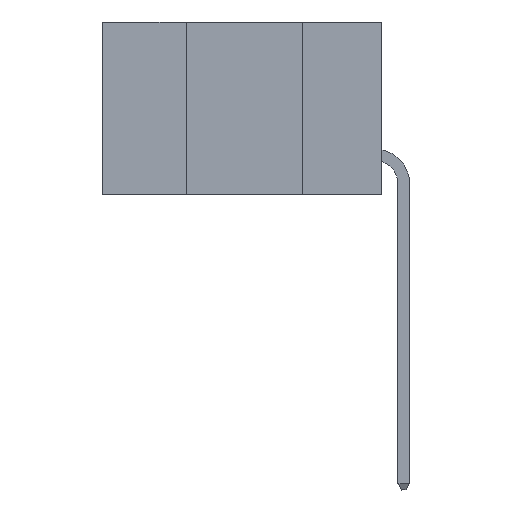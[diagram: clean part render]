
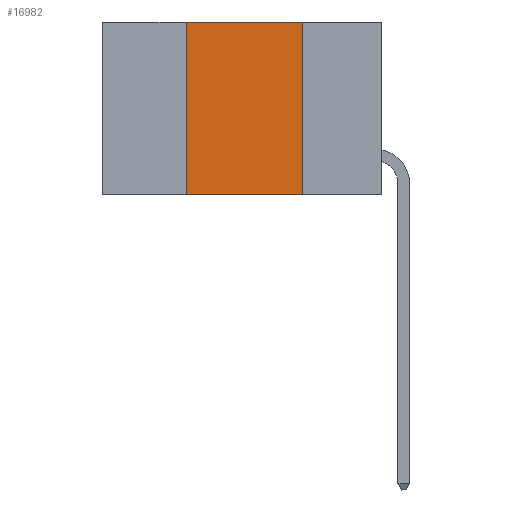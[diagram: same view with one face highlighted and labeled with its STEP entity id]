
A CAD part, left-side view. The second image highlights one B-rep face of the part: STEP entity #16982.
In plain terms, the highlighted planar face has unit normal (-1, 0, 0).
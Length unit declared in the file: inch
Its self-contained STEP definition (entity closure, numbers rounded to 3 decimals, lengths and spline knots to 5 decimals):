
#3701 = CARTESIAN_POINT ( 'NONE',  ( 0., 0.6, 0. ) ) ;
#4420 = DIRECTION ( 'NONE',  ( 0., 0., -1. ) ) ;
#4550 = CARTESIAN_POINT ( 'NONE',  ( 0., 0.6, 0. ) ) ;
#6918 = VECTOR ( 'NONE', #22418, 39.37008 ) ;
#7753 = VECTOR ( 'NONE', #22781, 39.37008 ) ;
#8242 = EDGE_CURVE ( 'NONE', #30511, #34796, #41935, .T. ) ;
#15009 = CARTESIAN_POINT ( 'NONE',  ( 0., 0.42, 0. ) ) ;
#15075 = VERTEX_POINT ( 'NONE', #35149 ) ;
#15213 = ORIENTED_EDGE ( 'NONE', *, *, #8242, .F. ) ;
#15247 = ORIENTED_EDGE ( 'NONE', *, *, #40455, .T. ) ;
#16771 = FACE_OUTER_BOUND ( 'NONE', #27055, .T. ) ;
#16978 = EDGE_CURVE ( 'NONE', #37204, #30511, #47348, .T. ) ;
#16982 = ADVANCED_FACE ( 'NONE', ( #16771 ), #18133, .F. ) ;
#18133 = PLANE ( 'NONE',  #33189 ) ;
#18297 = CARTESIAN_POINT ( 'NONE',  ( 0., 0.17, 0. ) ) ;
#18502 = CARTESIAN_POINT ( 'NONE',  ( 0., 0.42, -0.37 ) ) ;
#22418 = DIRECTION ( 'NONE',  ( 0., 0., 1. ) ) ;
#22781 = DIRECTION ( 'NONE',  ( 0., -1., 0. ) ) ;
#22907 = VECTOR ( 'NONE', #4420, 39.37008 ) ;
#22986 = LINE ( 'NONE', #47210, #39779 ) ;
#23469 = CARTESIAN_POINT ( 'NONE',  ( 0., 0.17, 0. ) ) ;
#23930 = ORIENTED_EDGE ( 'NONE', *, *, #28398, .F. ) ;
#25103 = DIRECTION ( 'NONE',  ( 0., -1., 0. ) ) ;
#25181 = ORIENTED_EDGE ( 'NONE', *, *, #16978, .F. ) ;
#27055 = EDGE_LOOP ( 'NONE', ( #23930, #15213, #25181, #15247 ) ) ;
#28398 = EDGE_CURVE ( 'NONE', #34796, #15075, #31581, .T. ) ;
#29211 = DIRECTION ( 'NONE',  ( 1., 0., 0. ) ) ;
#30511 = VERTEX_POINT ( 'NONE', #32094 ) ;
#31581 = LINE ( 'NONE', #23469, #22907 ) ;
#32094 = CARTESIAN_POINT ( 'NONE',  ( 0., 0.42, 0. ) ) ;
#33189 = AXIS2_PLACEMENT_3D ( 'NONE', #3701, #29211, #43931 ) ;
#34796 = VERTEX_POINT ( 'NONE', #18297 ) ;
#35149 = CARTESIAN_POINT ( 'NONE',  ( 0., 0.17, -0.37 ) ) ;
#37204 = VERTEX_POINT ( 'NONE', #18502 ) ;
#39779 = VECTOR ( 'NONE', #25103, 39.37008 ) ;
#40455 = EDGE_CURVE ( 'NONE', #37204, #15075, #22986, .T. ) ;
#41935 = LINE ( 'NONE', #4550, #7753 ) ;
#43931 = DIRECTION ( 'NONE',  ( 0., 0., -1. ) ) ;
#47210 = CARTESIAN_POINT ( 'NONE',  ( 0., 0.6, -0.37 ) ) ;
#47348 = LINE ( 'NONE', #15009, #6918 ) ;
